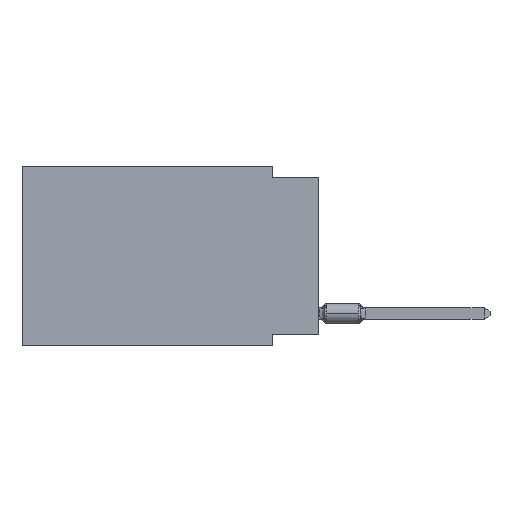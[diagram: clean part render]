
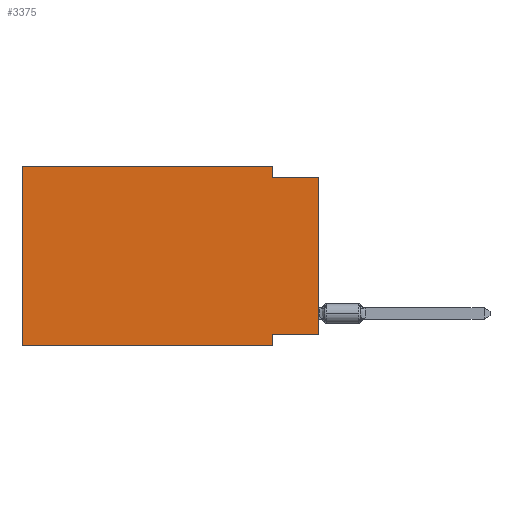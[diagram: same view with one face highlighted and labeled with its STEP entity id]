
A CAD part, left-side view. The second image highlights one B-rep face of the part: STEP entity #3375.
In plain terms, the highlighted planar face has unit normal (-1, 0, 0).
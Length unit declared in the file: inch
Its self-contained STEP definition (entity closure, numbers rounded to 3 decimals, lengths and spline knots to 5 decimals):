
#27 = CARTESIAN_POINT ( 'NONE',  ( 0., 0., -0.365 ) ) ;
#567 = CARTESIAN_POINT ( 'NONE',  ( 0., 0.1, -0.39 ) ) ;
#585 = VERTEX_POINT ( 'NONE', #1646 ) ;
#619 = CARTESIAN_POINT ( 'NONE',  ( 0., 0.645, -0.39 ) ) ;
#833 = LINE ( 'NONE', #1499, #5185 ) ;
#860 = CARTESIAN_POINT ( 'NONE',  ( 0., 0., -0.365 ) ) ;
#866 = EDGE_CURVE ( 'NONE', #585, #7376, #4526, .T. ) ;
#879 = ORIENTED_EDGE ( 'NONE', *, *, #2703, .F. ) ;
#1050 = ORIENTED_EDGE ( 'NONE', *, *, #4397, .F. ) ;
#1114 = CARTESIAN_POINT ( 'NONE',  ( 0., 0., -0.025 ) ) ;
#1135 = DIRECTION ( 'NONE',  ( 0., -1., 0. ) ) ;
#1187 = DIRECTION ( 'NONE',  ( 0., 0., 1. ) ) ;
#1307 = VERTEX_POINT ( 'NONE', #567 ) ;
#1499 = CARTESIAN_POINT ( 'NONE',  ( 0., 0.1, -0.39 ) ) ;
#1646 = CARTESIAN_POINT ( 'NONE',  ( 0., 0.1, 0. ) ) ;
#1914 = LINE ( 'NONE', #4885, #3542 ) ;
#2077 = VERTEX_POINT ( 'NONE', #619 ) ;
#2228 = CARTESIAN_POINT ( 'NONE',  ( 0., 0.1, -0.025 ) ) ;
#2261 = DIRECTION ( 'NONE',  ( 0., -1., 0. ) ) ;
#2354 = CARTESIAN_POINT ( 'NONE',  ( 0., 0.1, -0.365 ) ) ;
#2703 = EDGE_CURVE ( 'NONE', #3861, #11545, #11875, .T. ) ;
#2792 = ORIENTED_EDGE ( 'NONE', *, *, #9239, .T. ) ;
#2793 = DIRECTION ( 'NONE',  ( 0., 1., 0. ) ) ;
#3055 = LINE ( 'NONE', #6167, #11821 ) ;
#3375 = ADVANCED_FACE ( 'NONE', ( #5731 ), #8456, .F. ) ;
#3531 = DIRECTION ( 'NONE',  ( 1., 0., 0. ) ) ;
#3542 = VECTOR ( 'NONE', #10910, 39.37008 ) ;
#3861 = VERTEX_POINT ( 'NONE', #27 ) ;
#4397 = EDGE_CURVE ( 'NONE', #7376, #8232, #7181, .T. ) ;
#4464 = CARTESIAN_POINT ( 'NONE',  ( 0., 0.1, 0. ) ) ;
#4515 = VERTEX_POINT ( 'NONE', #12430 ) ;
#4526 = LINE ( 'NONE', #4464, #10120 ) ;
#4880 = EDGE_LOOP ( 'NONE', ( #2792, #1050, #5564, #8423, #7569, #11530, #12681, #879 ) ) ;
#4885 = CARTESIAN_POINT ( 'NONE',  ( 0., 0.645, 0. ) ) ;
#5185 = VECTOR ( 'NONE', #7691, 39.37008 ) ;
#5243 = AXIS2_PLACEMENT_3D ( 'NONE', #12413, #3531, #8647 ) ;
#5564 = ORIENTED_EDGE ( 'NONE', *, *, #866, .F. ) ;
#5731 = FACE_OUTER_BOUND ( 'NONE', #4880, .T. ) ;
#6167 = CARTESIAN_POINT ( 'NONE',  ( 0., 0.645, -0.39 ) ) ;
#6212 = CARTESIAN_POINT ( 'NONE',  ( 0., 0., -0.025 ) ) ;
#6274 = VECTOR ( 'NONE', #2793, 39.37008 ) ;
#7181 = LINE ( 'NONE', #6212, #9981 ) ;
#7200 = LINE ( 'NONE', #12007, #10569 ) ;
#7376 = VERTEX_POINT ( 'NONE', #2228 ) ;
#7569 = ORIENTED_EDGE ( 'NONE', *, *, #9954, .F. ) ;
#7691 = DIRECTION ( 'NONE',  ( 0., 0., -1. ) ) ;
#7812 = LINE ( 'NONE', #10797, #11389 ) ;
#8232 = VERTEX_POINT ( 'NONE', #1114 ) ;
#8423 = ORIENTED_EDGE ( 'NONE', *, *, #8568, .F. ) ;
#8456 = PLANE ( 'NONE',  #5243 ) ;
#8568 = EDGE_CURVE ( 'NONE', #4515, #585, #7812, .T. ) ;
#8647 = DIRECTION ( 'NONE',  ( 0., 0., -1. ) ) ;
#9049 = EDGE_CURVE ( 'NONE', #2077, #1307, #3055, .T. ) ;
#9239 = EDGE_CURVE ( 'NONE', #3861, #8232, #7200, .T. ) ;
#9405 = EDGE_CURVE ( 'NONE', #11545, #1307, #833, .T. ) ;
#9954 = EDGE_CURVE ( 'NONE', #2077, #4515, #1914, .T. ) ;
#9981 = VECTOR ( 'NONE', #2261, 39.37008 ) ;
#10120 = VECTOR ( 'NONE', #12439, 39.37008 ) ;
#10569 = VECTOR ( 'NONE', #1187, 39.37008 ) ;
#10797 = CARTESIAN_POINT ( 'NONE',  ( 0., 0.645, 0. ) ) ;
#10910 = DIRECTION ( 'NONE',  ( 0., 0., 1. ) ) ;
#11389 = VECTOR ( 'NONE', #11777, 39.37008 ) ;
#11530 = ORIENTED_EDGE ( 'NONE', *, *, #9049, .T. ) ;
#11545 = VERTEX_POINT ( 'NONE', #2354 ) ;
#11777 = DIRECTION ( 'NONE',  ( 0., -1., 0. ) ) ;
#11821 = VECTOR ( 'NONE', #1135, 39.37008 ) ;
#11875 = LINE ( 'NONE', #860, #6274 ) ;
#12007 = CARTESIAN_POINT ( 'NONE',  ( 0., 0., 0. ) ) ;
#12413 = CARTESIAN_POINT ( 'NONE',  ( 0., 0.645, 0. ) ) ;
#12430 = CARTESIAN_POINT ( 'NONE',  ( 0., 0.645, 0. ) ) ;
#12439 = DIRECTION ( 'NONE',  ( 0., 0., -1. ) ) ;
#12681 = ORIENTED_EDGE ( 'NONE', *, *, #9405, .F. ) ;
